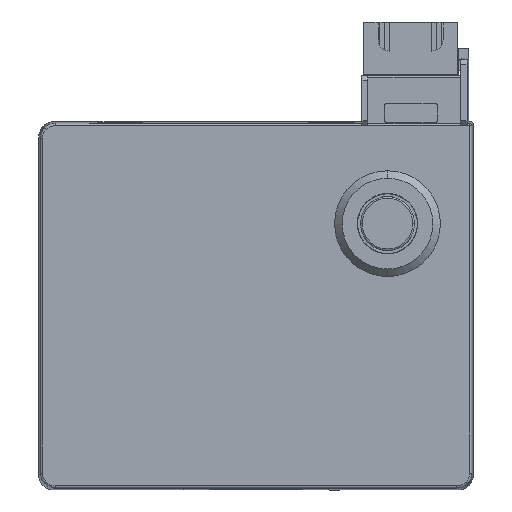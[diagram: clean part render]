
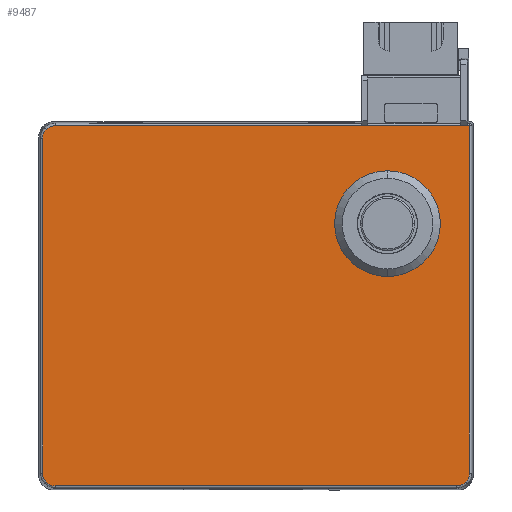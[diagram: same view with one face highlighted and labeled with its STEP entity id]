
A CAD part, top view. The second image highlights one B-rep face of the part: STEP entity #9487.
In plain terms, the highlighted planar face has unit normal (0, 0, 1).
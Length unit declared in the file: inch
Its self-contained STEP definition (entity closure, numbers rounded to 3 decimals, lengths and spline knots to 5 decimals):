
#44 = FACE_BOUND ( 'NONE', #10216, .T. ) ;
#85 = CARTESIAN_POINT ( 'NONE',  ( -1.89483, 1.64861, 0.31496 ) ) ;
#171 = DIRECTION ( 'NONE',  ( -1., 0., 0. ) ) ;
#398 = CARTESIAN_POINT ( 'NONE',  ( -1.90754, 1.6359, 0.31496 ) ) ;
#484 = CARTESIAN_POINT ( 'NONE',  ( -1.87822, -0.22154, 0.31496 ) ) ;
#647 = CARTESIAN_POINT ( 'NONE',  ( -1.92714, -0.15463, 0.31496 ) ) ;
#672 = CARTESIAN_POINT ( 'NONE',  ( -0.12996, 1.14454, 0.31496 ) ) ;
#852 = ORIENTED_EDGE ( 'NONE', *, *, #2814, .T. ) ;
#1446 = VERTEX_POINT ( 'NONE', #8393 ) ;
#1659 = CARTESIAN_POINT ( 'NONE',  ( -1.90754, -0.20194, 0.31496 ) ) ;
#1669 = CARTESIAN_POINT ( 'NONE',  ( 0.29714, -0.15463, 0.31496 ) ) ;
#1806 = CARTESIAN_POINT ( 'NONE',  ( 0.23023, -0.22154, 0.31496 ) ) ;
#1834 = CARTESIAN_POINT ( 'NONE',  ( -1.92714, -0.15463, 0.31496 ) ) ;
#2118 = EDGE_CURVE ( 'NONE', #11417, #8294, #10442, .T. ) ;
#2146 = ORIENTED_EDGE ( 'NONE', *, *, #5025, .T. ) ;
#2274 = DIRECTION ( 'NONE',  ( 0., 1., 0. ) ) ;
#2344 = VERTEX_POINT ( 'NONE', #8092 ) ;
#2355 = EDGE_LOOP ( 'NONE', ( #2146, #6303, #12367, #3646, #852, #3840, #12634, #6519, #13674, #11470 ) ) ;
#2814 = EDGE_CURVE ( 'NONE', #1446, #9711, #3346, .T. ) ;
#2956 = VERTEX_POINT ( 'NONE', #9765 ) ;
#2985 = CARTESIAN_POINT ( 'NONE',  ( 0.29714, -0.15463, 0.31496 ) ) ;
#3346 = LINE ( 'NONE', #3687, #14982 ) ;
#3459 = DIRECTION ( 'NONE',  ( 0., 0., -1. ) ) ;
#3550 =( BOUNDED_CURVE ( )  B_SPLINE_CURVE ( 3, ( #15094, #7041, #85, #11593 ),
 .UNSPECIFIED., .F., .T. ) 
 B_SPLINE_CURVE_WITH_KNOTS ( ( 4, 4 ),
 ( 5.49813, 6.28319 ),
 .UNSPECIFIED. ) 
 CURVE ( )  GEOMETRIC_REPRESENTATION_ITEM ( )  RATIONAL_B_SPLINE_CURVE ( ( 1., 0.949, 0.949, 1. ) ) 
 REPRESENTATION_ITEM ( '' )  );
#3646 = ORIENTED_EDGE ( 'NONE', *, *, #8134, .T. ) ;
#3687 = CARTESIAN_POINT ( 'NONE',  ( -1.94689, 1.65549, 0.31496 ) ) ;
#3767 = VERTEX_POINT ( 'NONE', #8848 ) ;
#3789 = CARTESIAN_POINT ( 'NONE',  ( -1.94689, -0.24129, 0.31496 ) ) ;
#3840 = ORIENTED_EDGE ( 'NONE', *, *, #5302, .T. ) ;
#4076 = DIRECTION ( 'NONE',  ( 0., 0., -1. ) ) ;
#4448 = CARTESIAN_POINT ( 'NONE',  ( 0.26483, -0.21466, 0.31496 ) ) ;
#4773 = FACE_OUTER_BOUND ( 'NONE', #2355, .T. ) ;
#5025 = EDGE_CURVE ( 'NONE', #2344, #11685, #12033, .T. ) ;
#5122 = VERTEX_POINT ( 'NONE', #8926 ) ;
#5302 = EDGE_CURVE ( 'NONE', #9711, #2956, #3550, .T. ) ;
#5773 = DIRECTION ( 'NONE',  ( 0., -1., 0. ) ) ;
#5881 = LINE ( 'NONE', #9799, #9751 ) ;
#5969 = VERTEX_POINT ( 'NONE', #1834 ) ;
#6108 = DIRECTION ( 'NONE',  ( 0., 0., 1. ) ) ;
#6167 = ORIENTED_EDGE ( 'NONE', *, *, #2118, .T. ) ;
#6303 = ORIENTED_EDGE ( 'NONE', *, *, #11796, .T. ) ;
#6429 = CARTESIAN_POINT ( 'NONE',  ( 0.27754, -0.20194, 0.31496 ) ) ;
#6519 = ORIENTED_EDGE ( 'NONE', *, *, #13775, .T. ) ;
#6626 = LINE ( 'NONE', #15025, #7566 ) ;
#6966 = CARTESIAN_POINT ( 'NONE',  ( 0.27754, -0.20194, 0.31496 ) ) ;
#7041 = CARTESIAN_POINT ( 'NONE',  ( -1.87822, 1.65549, 0.31496 ) ) ;
#7293 = DIRECTION ( 'NONE',  ( 1., 0., 0. ) ) ;
#7538 = DIRECTION ( 'NONE',  ( 1., 0., 0. ) ) ;
#7566 = VECTOR ( 'NONE', #2274, 39.37008 ) ;
#7763 = AXIS2_PLACEMENT_3D ( 'NONE', #10453, #3459, #5773 ) ;
#7931 =( BOUNDED_CURVE ( )  B_SPLINE_CURVE ( 3, ( #6429, #11039, #9780, #1669 ),
 .UNSPECIFIED., .F., .F. ) 
 B_SPLINE_CURVE_WITH_KNOTS ( ( 4, 4 ),
 ( 0., 0.78506 ),
 .UNSPECIFIED. ) 
 CURVE ( )  GEOMETRIC_REPRESENTATION_ITEM ( )  RATIONAL_B_SPLINE_CURVE ( ( 1., 0.949, 0.949, 1. ) ) 
 REPRESENTATION_ITEM ( '' )  );
#8092 = CARTESIAN_POINT ( 'NONE',  ( -1.86023, -0.22154, 0.31496 ) ) ;
#8134 = EDGE_CURVE ( 'NONE', #14928, #1446, #6626, .T. ) ;
#8294 = VERTEX_POINT ( 'NONE', #13282 ) ;
#8393 = CARTESIAN_POINT ( 'NONE',  ( 0.29714, 1.65549, 0.31496 ) ) ;
#8684 = EDGE_CURVE ( 'NONE', #13490, #14928, #7931, .T. ) ;
#8801 = CARTESIAN_POINT ( 'NONE',  ( -1.92026, -0.18923, 0.31496 ) ) ;
#8848 = CARTESIAN_POINT ( 'NONE',  ( -1.92714, 1.58859, 0.31496 ) ) ;
#8926 = CARTESIAN_POINT ( 'NONE',  ( -1.90754, -0.20194, 0.31496 ) ) ;
#9487 = ADVANCED_FACE ( 'NONE', ( #4773, #44 ), #10768, .T. ) ;
#9711 = VERTEX_POINT ( 'NONE', #12385 ) ;
#9751 = VECTOR ( 'NONE', #13188, 39.37008 ) ;
#9765 = CARTESIAN_POINT ( 'NONE',  ( -1.90754, 1.6359, 0.31496 ) ) ;
#9780 = CARTESIAN_POINT ( 'NONE',  ( 0.29714, -0.17262, 0.31496 ) ) ;
#9799 = CARTESIAN_POINT ( 'NONE',  ( -1.92714, -0.15433, 0.31496 ) ) ;
#9887 = CARTESIAN_POINT ( 'NONE',  ( -1.92714, 1.58859, 0.31496 ) ) ;
#10074 = CARTESIAN_POINT ( 'NONE',  ( 0.24822, -0.22154, 0.31496 ) ) ;
#10216 = EDGE_LOOP ( 'NONE', ( #12150, #6167 ) ) ;
#10282 = CARTESIAN_POINT ( 'NONE',  ( 0.27754, -0.20194, 0.31496 ) ) ;
#10442 = CIRCLE ( 'NONE', #11251, 0.27559 ) ;
#10453 = CARTESIAN_POINT ( 'NONE',  ( -0.12996, 1.14454, 0.31496 ) ) ;
#10642 = AXIS2_PLACEMENT_3D ( 'NONE', #3789, #6108, #7293 ) ;
#10768 = PLANE ( 'NONE',  #10642 ) ;
#10775 = CARTESIAN_POINT ( 'NONE',  ( -1.86023, -0.22154, 0.31496 ) ) ;
#10881 = CARTESIAN_POINT ( 'NONE',  ( -1.90754, -0.20194, 0.31496 ) ) ;
#11039 = CARTESIAN_POINT ( 'NONE',  ( 0.29026, -0.18923, 0.31496 ) ) ;
#11251 = AXIS2_PLACEMENT_3D ( 'NONE', #672, #4076, #12234 ) ;
#11417 = VERTEX_POINT ( 'NONE', #13673 ) ;
#11470 = ORIENTED_EDGE ( 'NONE', *, *, #11944, .T. ) ;
#11593 = CARTESIAN_POINT ( 'NONE',  ( -1.90754, 1.6359, 0.31496 ) ) ;
#11685 = VERTEX_POINT ( 'NONE', #1806 ) ;
#11753 =( BOUNDED_CURVE ( )  B_SPLINE_CURVE ( 3, ( #10881, #14415, #484, #10775 ),
 .UNSPECIFIED., .F., .F. ) 
 B_SPLINE_CURVE_WITH_KNOTS ( ( 4, 4 ),
 ( 0., 0.78506 ),
 .UNSPECIFIED. ) 
 CURVE ( )  GEOMETRIC_REPRESENTATION_ITEM ( )  RATIONAL_B_SPLINE_CURVE ( ( 1., 0.949, 0.949, 1. ) ) 
 REPRESENTATION_ITEM ( '' )  );
#11796 = EDGE_CURVE ( 'NONE', #11685, #13490, #12892, .T. ) ;
#11944 = EDGE_CURVE ( 'NONE', #5122, #2344, #11753, .T. ) ;
#12033 = LINE ( 'NONE', #12231, #14224 ) ;
#12050 = CARTESIAN_POINT ( 'NONE',  ( -1.92714, 1.60657, 0.31496 ) ) ;
#12150 = ORIENTED_EDGE ( 'NONE', *, *, #14150, .T. ) ;
#12158 = CARTESIAN_POINT ( 'NONE',  ( -1.92026, 1.62319, 0.31496 ) ) ;
#12197 = CARTESIAN_POINT ( 'NONE',  ( -1.92714, -0.17262, 0.31496 ) ) ;
#12231 = CARTESIAN_POINT ( 'NONE',  ( 0.22993, -0.22154, 0.31496 ) ) ;
#12234 = DIRECTION ( 'NONE',  ( 0., -1., 0. ) ) ;
#12367 = ORIENTED_EDGE ( 'NONE', *, *, #8684, .T. ) ;
#12385 = CARTESIAN_POINT ( 'NONE',  ( -1.86023, 1.65549, 0.31496 ) ) ;
#12634 = ORIENTED_EDGE ( 'NONE', *, *, #14310, .T. ) ;
#12892 =( BOUNDED_CURVE ( )  B_SPLINE_CURVE ( 3, ( #14863, #10074, #4448, #10282 ),
 .UNSPECIFIED., .F., .F. ) 
 B_SPLINE_CURVE_WITH_KNOTS ( ( 4, 4 ),
 ( 5.49813, 6.28319 ),
 .UNSPECIFIED. ) 
 CURVE ( )  GEOMETRIC_REPRESENTATION_ITEM ( )  RATIONAL_B_SPLINE_CURVE ( ( 1., 0.949, 0.949, 1. ) ) 
 REPRESENTATION_ITEM ( '' )  );
#13188 = DIRECTION ( 'NONE',  ( 0., -1., 0. ) ) ;
#13234 = EDGE_CURVE ( 'NONE', #5969, #5122, #13806, .T. ) ;
#13282 = CARTESIAN_POINT ( 'NONE',  ( -0.12996, 0.86895, 0.31496 ) ) ;
#13490 = VERTEX_POINT ( 'NONE', #6966 ) ;
#13673 = CARTESIAN_POINT ( 'NONE',  ( -0.12996, 1.42013, 0.31496 ) ) ;
#13674 = ORIENTED_EDGE ( 'NONE', *, *, #13234, .T. ) ;
#13775 = EDGE_CURVE ( 'NONE', #3767, #5969, #5881, .T. ) ;
#13806 =( BOUNDED_CURVE ( )  B_SPLINE_CURVE ( 3, ( #647, #12197, #8801, #1659 ),
 .UNSPECIFIED., .F., .F. ) 
 B_SPLINE_CURVE_WITH_KNOTS ( ( 4, 4 ),
 ( 5.49813, 6.28319 ),
 .UNSPECIFIED. ) 
 CURVE ( )  GEOMETRIC_REPRESENTATION_ITEM ( )  RATIONAL_B_SPLINE_CURVE ( ( 1., 0.949, 0.949, 1. ) ) 
 REPRESENTATION_ITEM ( '' )  );
#14000 =( BOUNDED_CURVE ( )  B_SPLINE_CURVE ( 3, ( #398, #12158, #12050, #9887 ),
 .UNSPECIFIED., .F., .F. ) 
 B_SPLINE_CURVE_WITH_KNOTS ( ( 4, 4 ),
 ( 0., 0.78506 ),
 .UNSPECIFIED. ) 
 CURVE ( )  GEOMETRIC_REPRESENTATION_ITEM ( )  RATIONAL_B_SPLINE_CURVE ( ( 1., 0.949, 0.949, 1. ) ) 
 REPRESENTATION_ITEM ( '' )  );
#14082 = CIRCLE ( 'NONE', #7763, 0.27559 ) ;
#14150 = EDGE_CURVE ( 'NONE', #8294, #11417, #14082, .T. ) ;
#14224 = VECTOR ( 'NONE', #7538, 39.37008 ) ;
#14310 = EDGE_CURVE ( 'NONE', #2956, #3767, #14000, .T. ) ;
#14415 = CARTESIAN_POINT ( 'NONE',  ( -1.89483, -0.21466, 0.31496 ) ) ;
#14863 = CARTESIAN_POINT ( 'NONE',  ( 0.23023, -0.22154, 0.31496 ) ) ;
#14928 = VERTEX_POINT ( 'NONE', #2985 ) ;
#14982 = VECTOR ( 'NONE', #171, 39.37008 ) ;
#15025 = CARTESIAN_POINT ( 'NONE',  ( 0.29714, 1.667, 0.31496 ) ) ;
#15094 = CARTESIAN_POINT ( 'NONE',  ( -1.86023, 1.65549, 0.31496 ) ) ;
